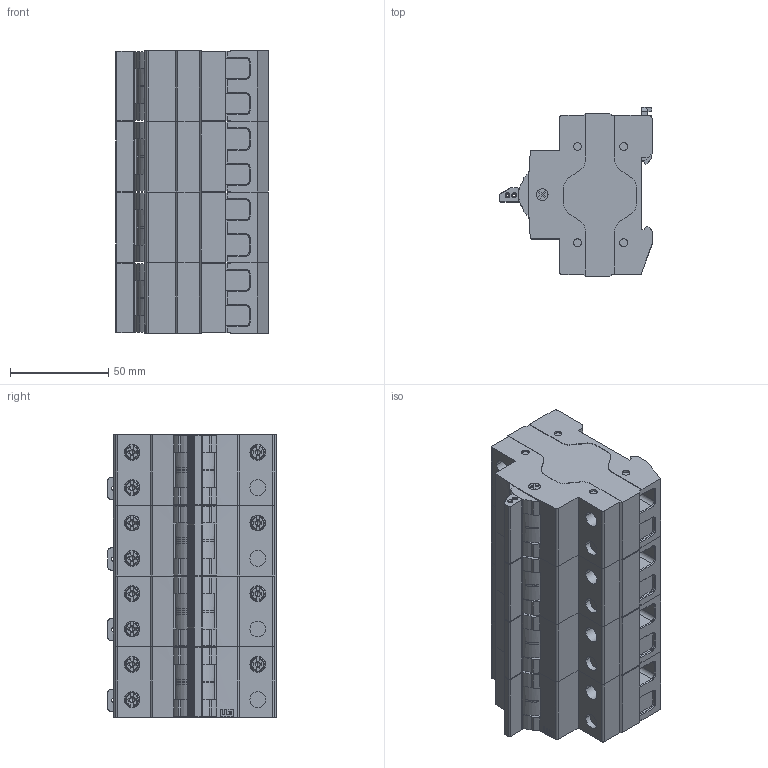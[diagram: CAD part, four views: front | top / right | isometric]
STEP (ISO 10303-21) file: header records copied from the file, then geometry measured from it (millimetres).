
FILE_DESCRIPTION((''),'2;1');
FILE_NAME('002421416_SSQ_163_ASM','2024-08-07T12:45:00',('klemen.sitar'),('Audax d.o.o.'),'CREO PARAMETRIC BY PTC INC, 2021304','CREO PARAMETRIC BY PTC INC, 2021304','');
FILE_SCHEMA(('AP242_MANAGED_MODEL_BASED_3D_ENGINEERING_MIM_LF { 1 0 10303 442 1 1 4 }'));
Products named in the file (41): SSQ_1P_63_125_A_1_1; PRT0002_1; TYPE_1___FI-7_70MM_1; ADS_1_1; ADS_1_2; ADS_1_ASM; SSQ_1P_63_125_A_1_1_1; PART1_1_3_1_1_1; PART1_1_3_1_1_2; PART1_1_3_1_1_3; PART1_1_3_1_1_ASM; SSQ_1P_63_125_A_1_1_1_1; PRT0002_1_1; TYPE_1___FI-7_70MM_1_1; ADS_1_1_1; ADS_1_2_1; ADS_1_ASM_1_ASM; SSQ_1P_63_125_A_1_1_1_1_1; 002421416_SSQ_163_ASM_1_ASM; ASM0001_ASM; SSQ_1P_63_125_A_1_1_1_1_1_1; PRT0002_1_1_1; TYPE_1___FI-7_70MM_1_1_1; ADS_1_1_1_1; ADS_1_2_1_1; ADS_1_ASM_1_ASM_1_ASM; SSQ_1P_63_125_A_1_1_1_1_1_1_1; 002421416_SSQ_163_ASM_1_ASM_1_ASM; ASM0001_ASM_1_ASM; NOLGOOGMOAS_ASM; SSQ_1P_63_125_A_1_1_1_1_1_1_2; PRT0002_1_1_1_1; TYPE_1___FI-7_70MM_1_1_1_1; ADS_1_1_1_1_1; ADS_1_2_1_1_1; ADS_1_ASM_1_ASM_1_1_ASM; SSQ_1P_63_125_A_1_1_1_1_1_1_1_2; 002421416_SSQ_163_ASM_1_ASM_1_1_ASM; ASM0001_ASM_1_1_ASM; ASM0002_ASM ...
Assembly tree (48 placements, depth 6):
  002421416_SSQ_163_ASM
    SSQ_1P_63_125_A_1_1
    PRT0002_1
    TYPE_1___FI-7_70MM_1  x3
    ADS_1_ASM
      ADS_1_1
      ADS_1_2
    SSQ_1P_63_125_A_1_1_1
    PART1_1_3_1_1_ASM
      PART1_1_3_1_1_1
      PART1_1_3_1_1_2
      PART1_1_3_1_1_3
    ASM0001_ASM
      002421416_SSQ_163_ASM_1_ASM
        SSQ_1P_63_125_A_1_1_1_1
        PRT0002_1_1
        TYPE_1___FI-7_70MM_1_1  x3
        ADS_1_ASM_1_ASM
          ADS_1_1_1
          ADS_1_2_1
        SSQ_1P_63_125_A_1_1_1_1_1
    NOLGOOGMOAS_ASM
      ASM0001_ASM_1_ASM
        002421416_SSQ_163_ASM_1_ASM_1_ASM
          SSQ_1P_63_125_A_1_1_1_1_1_1
          PRT0002_1_1_1
          TYPE_1___FI-7_70MM_1_1_1  x3
          ADS_1_ASM_1_ASM_1_ASM
            ADS_1_1_1_1
            ADS_1_2_1_1
          SSQ_1P_63_125_A_1_1_1_1_1_1_1
    ASM0002_ASM
      ASM0001_ASM_1_1_ASM
        002421416_SSQ_163_ASM_1_ASM_1_1_ASM
          SSQ_1P_63_125_A_1_1_1_1_1_1_2
          PRT0002_1_1_1_1
          TYPE_1___FI-7_70MM_1_1_1_1  x3
          ADS_1_ASM_1_ASM_1_1_ASM
            ADS_1_1_1_1_1
            ADS_1_2_1_1_1
          SSQ_1P_63_125_A_1_1_1_1_1_1_1_2
Bounding box: 77.55 x 86 x 144 mm (x, y, z)
Volume: 604067.4 mm3; surface area: 117764.6 mm2
Topology: 29 solids, 51 shells, 2071 faces, 5587 edges, 3685 vertices
Faces by surface type: plane 1276, cylinder 539, cone 160, bspline 48, sphere 24, torus 24
Entity records: 79074 total; most frequent: CARTESIAN_POINT 12530, DIRECTION 9444, ORIENTED_EDGE 9178, EDGE_CURVE 4589, PRESENTATION_STYLE_ASSIGNMENT 3903, STYLED_ITEM 3399, VECTOR 3190, LINE 3190
